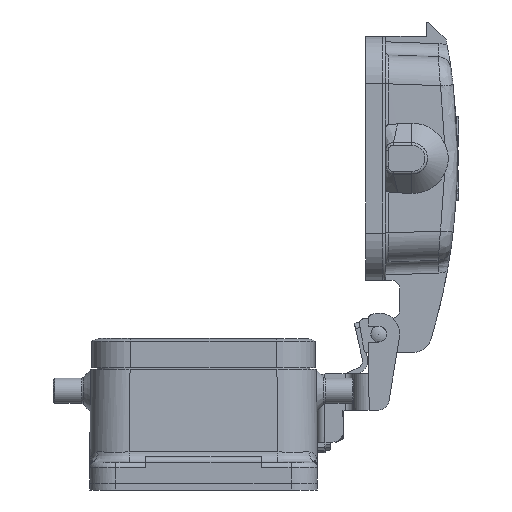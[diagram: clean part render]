
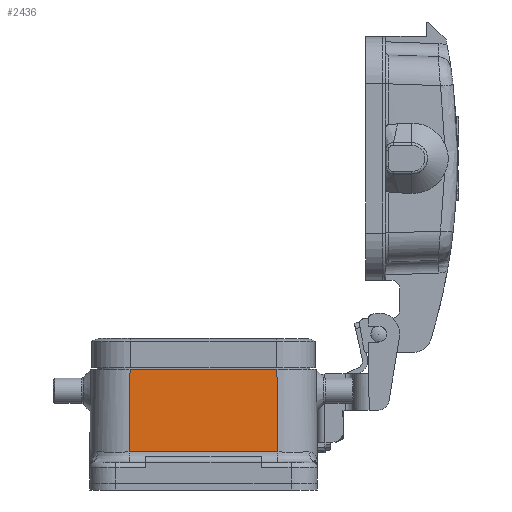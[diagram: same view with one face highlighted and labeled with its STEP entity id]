
A CAD part, left-side view. The second image highlights one B-rep face of the part: STEP entity #2436.
In plain terms, the highlighted planar face has unit normal (-1, 0, 0.026).
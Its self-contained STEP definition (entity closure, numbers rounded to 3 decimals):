
#1756=FACE_OUTER_BOUND('',#3669,.T.);
#2436=ADVANCED_FACE('',(#1756),#3139,.T.);
#3139=PLANE('',#17085);
#3669=EDGE_LOOP('',(#4856,#4857,#4858,#4859));
#4856=ORIENTED_EDGE('',*,*,#9630,.T.);
#4857=ORIENTED_EDGE('',*,*,#9588,.T.);
#4858=ORIENTED_EDGE('',*,*,#9631,.T.);
#4859=ORIENTED_EDGE('',*,*,#9547,.T.);
#8313=VERTEX_POINT('',#23762);
#8314=VERTEX_POINT('',#23764);
#8348=VERTEX_POINT('',#23844);
#8349=VERTEX_POINT('',#23846);
#9547=EDGE_CURVE('',#8314,#8313,#13673,.T.);
#9588=EDGE_CURVE('',#8349,#8348,#13694,.T.);
#9630=EDGE_CURVE('',#8313,#8349,#13719,.T.);
#9631=EDGE_CURVE('',#8348,#8314,#13720,.T.);
#13673=LINE('',#23763,#14790);
#13694=LINE('',#23845,#14811);
#13719=LINE('',#23977,#14836);
#13720=LINE('',#23978,#14837);
#14790=VECTOR('',#18688,1.);
#14811=VECTOR('',#18761,1.);
#14836=VECTOR('',#18806,1.);
#14837=VECTOR('',#18807,1.);
#17085=AXIS2_PLACEMENT_3D('',#23979,#18808,#18809);
#18688=DIRECTION('',(0.,1.,0.));
#18761=DIRECTION('',(0.,-1.,0.));
#18806=DIRECTION('',(-0.026,0.011,-1.));
#18807=DIRECTION('',(0.026,0.011,1.));
#18808=DIRECTION('',(-1.,0.,0.026));
#18809=DIRECTION('',(0.026,0.,1.));
#23762=CARTESIAN_POINT('',(-36.3,14.002,5.7));
#23763=CARTESIAN_POINT('',(-36.3,-21.5,5.7));
#23764=CARTESIAN_POINT('',(-36.3,-14.002,5.7));
#23844=CARTESIAN_POINT('',(-36.714,-14.18,-10.102));
#23845=CARTESIAN_POINT('',(-36.714,-14.202,-10.102));
#23846=CARTESIAN_POINT('',(-36.714,14.18,-10.102));
#23977=CARTESIAN_POINT('',(-36.767,14.203,-12.134));
#23978=CARTESIAN_POINT('',(-36.302,-14.003,5.616));
#23979=CARTESIAN_POINT('',(-36.3,0.,5.7));
